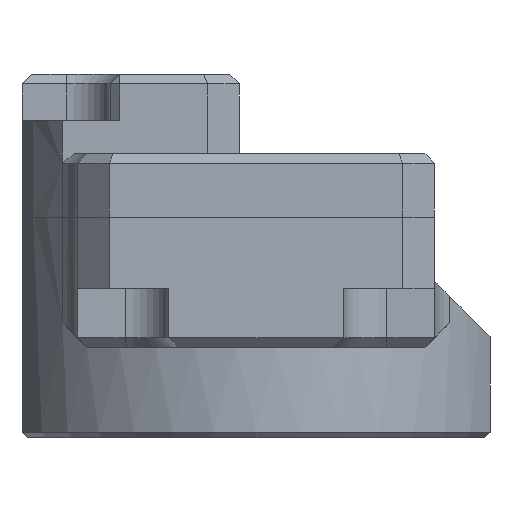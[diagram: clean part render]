
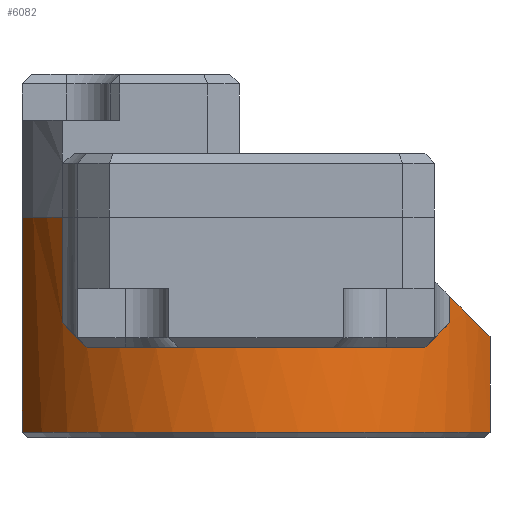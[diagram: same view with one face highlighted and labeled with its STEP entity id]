
A CAD part, left-side view. The second image highlights one B-rep face of the part: STEP entity #6082.
In plain terms, the highlighted cylindrical face has radius 16 mm (diameter 32 mm), a partial arc.
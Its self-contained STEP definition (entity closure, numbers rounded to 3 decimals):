
#47 = DIRECTION ( 'NONE',  ( 0., -1., 0. ) ) ;
#225 = CARTESIAN_POINT ( 'NONE',  ( -10.352, 4., -12.2 ) ) ;
#243 = DIRECTION ( 'NONE',  ( 0., 0., -1. ) ) ;
#244 = CIRCLE ( 'NONE', #5760, 16. ) ;
#335 = CARTESIAN_POINT ( 'NONE',  ( -10.352, 5.65, -12.2 ) ) ;
#384 = VERTEX_POINT ( 'NONE', #2016 ) ;
#603 = CARTESIAN_POINT ( 'NONE',  ( -10.917, 6.129, 11.721 ) ) ;
#635 = CARTESIAN_POINT ( 'NONE',  ( -9.104, 5.059, -13.259 ) ) ;
#711 = DIRECTION ( 'NONE',  ( 0., 1., 0. ) ) ;
#744 = VERTEX_POINT ( 'NONE', #5097 ) ;
#842 = ORIENTED_EDGE ( 'NONE', *, *, #3670, .T. ) ;
#1118 = VECTOR ( 'NONE', #1866, 1000. ) ;
#1313 = LINE ( 'NONE', #8637, #2990 ) ;
#1315 = CARTESIAN_POINT ( 'NONE',  ( -6.2, 12.55, -14.75 ) ) ;
#1613 = ORIENTED_EDGE ( 'NONE', *, *, #6098, .F. ) ;
#1710 = CARTESIAN_POINT ( 'NONE',  ( -6.2, 12.55, 14.75 ) ) ;
#1720 = CARTESIAN_POINT ( 'NONE',  ( 0., 12.55, 0. ) ) ;
#1769 = ORIENTED_EDGE ( 'NONE', *, *, #4761, .F. ) ;
#1866 = DIRECTION ( 'NONE',  ( 0., -1., 0. ) ) ;
#1946 = VERTEX_POINT ( 'NONE', #4755 ) ;
#2016 = CARTESIAN_POINT ( 'NONE',  ( -11.941, 7.2, 10.65 ) ) ;
#2024 = CARTESIAN_POINT ( 'NONE',  ( -6.2, -1., 14.75 ) ) ;
#2086 = CARTESIAN_POINT ( 'NONE',  ( -11.447, 6.647, -11.203 ) ) ;
#2358 = DIRECTION ( 'NONE',  ( 0., 0., -1. ) ) ;
#2443 = DIRECTION ( 'NONE',  ( 0., 0., 1. ) ) ;
#2770 =( BOUNDED_CURVE ( )  B_SPLINE_CURVE ( 3, ( #4960, #9266, #2086, #7140 ),
 .UNSPECIFIED., .F., .F. ) 
 B_SPLINE_CURVE_WITH_KNOTS ( ( 4, 4 ),
 ( 0.704, 0.842 ),
 .UNSPECIFIED. ) 
 CURVE ( )  GEOMETRIC_REPRESENTATION_ITEM ( )  RATIONAL_B_SPLINE_CURVE ( ( 1., 0.998, 0.998, 1. ) ) 
 REPRESENTATION_ITEM ( '' )  );
#2990 = VECTOR ( 'NONE', #711, 1000. ) ;
#3000 = FACE_OUTER_BOUND ( 'NONE', #8178, .T. ) ;
#3003 = VERTEX_POINT ( 'NONE', #335 ) ;
#3182 = VERTEX_POINT ( 'NONE', #1315 ) ;
#3210 = ORIENTED_EDGE ( 'NONE', *, *, #6405, .T. ) ;
#3308 = ORIENTED_EDGE ( 'NONE', *, *, #9042, .F. ) ;
#3365 = EDGE_CURVE ( 'NONE', #384, #744, #6460, .T. ) ;
#3427 = EDGE_CURVE ( 'NONE', #4628, #3182, #244, .T. ) ;
#3655 = EDGE_CURVE ( 'NONE', #384, #4088, #4455, .T. ) ;
#3670 = EDGE_CURVE ( 'NONE', #3003, #744, #2770, .T. ) ;
#3742 = LINE ( 'NONE', #5385, #3973 ) ;
#3819 = CARTESIAN_POINT ( 'NONE',  ( -6.2, 13.4, -14.75 ) ) ;
#3938 = DIRECTION ( 'NONE',  ( 0., -1., 0. ) ) ;
#3973 = VECTOR ( 'NONE', #3938, 1000. ) ;
#4079 = VERTEX_POINT ( 'NONE', #6101 ) ;
#4088 = VERTEX_POINT ( 'NONE', #6127 ) ;
#4220 = CARTESIAN_POINT ( 'NONE',  ( -6.2, 6.55, -14.75 ) ) ;
#4295 = AXIS2_PLACEMENT_3D ( 'NONE', #4363, #47, #5093 ) ;
#4363 = CARTESIAN_POINT ( 'NONE',  ( 0., 7.2, 0. ) ) ;
#4416 = ORIENTED_EDGE ( 'NONE', *, *, #7737, .T. ) ;
#4455 =( BOUNDED_CURVE ( )  B_SPLINE_CURVE ( 3, ( #9248, #4928, #603, #5648 ),
 .UNSPECIFIED., .F., .F. ) 
 B_SPLINE_CURVE_WITH_KNOTS ( ( 4, 4 ),
 ( 5.441, 5.58 ),
 .UNSPECIFIED. ) 
 CURVE ( )  GEOMETRIC_REPRESENTATION_ITEM ( )  RATIONAL_B_SPLINE_CURVE ( ( 1., 0.998, 0.998, 1. ) ) 
 REPRESENTATION_ITEM ( '' )  );
#4476 = CARTESIAN_POINT ( 'NONE',  ( 0., 13.4, 0. ) ) ;
#4546 = DIRECTION ( 'NONE',  ( 0., 1., 0. ) ) ;
#4567 = DIRECTION ( 'NONE',  ( 0., -1., 0. ) ) ;
#4580 = VERTEX_POINT ( 'NONE', #225 ) ;
#4628 = VERTEX_POINT ( 'NONE', #1710 ) ;
#4698 = CIRCLE ( 'NONE', #5497, 16. ) ;
#4722 = CARTESIAN_POINT ( 'NONE',  ( -6.2, 13.4, 14.75 ) ) ;
#4755 = CARTESIAN_POINT ( 'NONE',  ( -10.352, -1., 12.2 ) ) ;
#4761 = EDGE_CURVE ( 'NONE', #4628, #5837, #6885, .T. ) ;
#4928 = CARTESIAN_POINT ( 'NONE',  ( -11.447, 6.647, 11.203 ) ) ;
#4956 = CARTESIAN_POINT ( 'NONE',  ( -7.709, 5.916, -14.116 ) ) ;
#4960 = CARTESIAN_POINT ( 'NONE',  ( -10.352, 5.65, -12.2 ) ) ;
#5007 = AXIS2_PLACEMENT_3D ( 'NONE', #4476, #6678, #2358 ) ;
#5093 = DIRECTION ( 'NONE',  ( 0., 0., 1. ) ) ;
#5097 = CARTESIAN_POINT ( 'NONE',  ( -11.941, 7.2, -10.65 ) ) ;
#5242 = LINE ( 'NONE', #3819, #8852 ) ;
#5385 = CARTESIAN_POINT ( 'NONE',  ( -10.352, 13.4, 12.2 ) ) ;
#5497 = AXIS2_PLACEMENT_3D ( 'NONE', #8900, #4567, #243 ) ;
#5634 = ORIENTED_EDGE ( 'NONE', *, *, #3427, .T. ) ;
#5648 = CARTESIAN_POINT ( 'NONE',  ( -10.352, 5.65, 12.2 ) ) ;
#5675 = CARTESIAN_POINT ( 'NONE',  ( -10.352, 4., -12.2 ) ) ;
#5760 = AXIS2_PLACEMENT_3D ( 'NONE', #1720, #6774, #2443 ) ;
#5837 = VERTEX_POINT ( 'NONE', #2024 ) ;
#6082 = ADVANCED_FACE ( 'NONE', ( #3000 ), #8327, .T. ) ;
#6098 = EDGE_CURVE ( 'NONE', #5837, #1946, #4698, .T. ) ;
#6101 = CARTESIAN_POINT ( 'NONE',  ( -6.2, 6.55, -14.75 ) ) ;
#6127 = CARTESIAN_POINT ( 'NONE',  ( -10.352, 5.65, 12.2 ) ) ;
#6152 =( BOUNDED_CURVE ( )  B_SPLINE_CURVE ( 3, ( #4220, #4956, #635, #5675 ),
 .UNSPECIFIED., .F., .T. ) 
 B_SPLINE_CURVE_WITH_KNOTS ( ( 4, 4 ),
 ( 3.539, 3.845 ),
 .UNSPECIFIED. ) 
 CURVE ( )  GEOMETRIC_REPRESENTATION_ITEM ( )  RATIONAL_B_SPLINE_CURVE ( ( 1., 0.992, 0.992, 1. ) ) 
 REPRESENTATION_ITEM ( '' )  );
#6405 = EDGE_CURVE ( 'NONE', #4580, #3003, #1313, .T. ) ;
#6460 = CIRCLE ( 'NONE', #4295, 16. ) ;
#6678 = DIRECTION ( 'NONE',  ( 0., -1., 0. ) ) ;
#6774 = DIRECTION ( 'NONE',  ( 0., -1., 0. ) ) ;
#6885 = LINE ( 'NONE', #4722, #1118 ) ;
#6985 = ORIENTED_EDGE ( 'NONE', *, *, #3365, .F. ) ;
#7140 = CARTESIAN_POINT ( 'NONE',  ( -11.941, 7.2, -10.65 ) ) ;
#7451 = EDGE_CURVE ( 'NONE', #4088, #1946, #3742, .T. ) ;
#7737 = EDGE_CURVE ( 'NONE', #4079, #4580, #6152, .T. ) ;
#8178 = EDGE_LOOP ( 'NONE', ( #9227, #1613, #1769, #5634, #3308, #4416, #3210, #842, #6985, #8716 ) ) ;
#8327 = CYLINDRICAL_SURFACE ( 'NONE', #5007, 16. ) ;
#8637 = CARTESIAN_POINT ( 'NONE',  ( -10.352, 13.4, -12.2 ) ) ;
#8716 = ORIENTED_EDGE ( 'NONE', *, *, #3655, .T. ) ;
#8852 = VECTOR ( 'NONE', #4546, 1000. ) ;
#8900 = CARTESIAN_POINT ( 'NONE',  ( 0., -1., 0. ) ) ;
#9042 = EDGE_CURVE ( 'NONE', #4079, #3182, #5242, .T. ) ;
#9227 = ORIENTED_EDGE ( 'NONE', *, *, #7451, .T. ) ;
#9248 = CARTESIAN_POINT ( 'NONE',  ( -11.941, 7.2, 10.65 ) ) ;
#9266 = CARTESIAN_POINT ( 'NONE',  ( -10.917, 6.129, -11.721 ) ) ;
